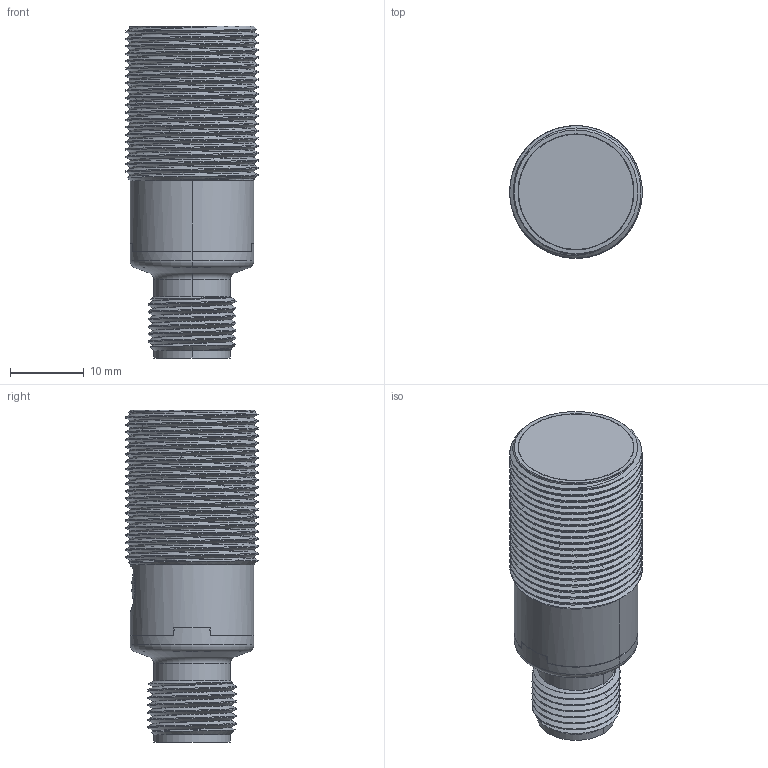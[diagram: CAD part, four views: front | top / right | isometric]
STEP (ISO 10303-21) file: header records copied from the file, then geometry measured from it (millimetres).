
FILE_DESCRIPTION((''),'2;1');
FILE_NAME('CAD-A028_SW0001','2021-02-03T12:38:23',('xmao'),(''),'CREO PARAMETRIC BY PTC INC, 2019292','CREO PARAMETRIC BY PTC INC, 2019292','');
FILE_SCHEMA(('CONFIG_CONTROL_DESIGN','SHAPE_APPEARANCE_LAYERS_GROUPS'));
Length unit declared in the file: millimetre
Products named in the file (1): CAD-A028_SW0001
Bounding box: 18 x 18 x 45.1 mm (x, y, z)
Volume: 8291.7 mm3; surface area: 4100.9 mm2
Topology: 1 solids, 1 shells, 250 faces, 676 edges, 445 vertices
Faces by surface type: cylinder 106, plane 69, bspline 36, cone 28, torus 7, sphere 4
Entity records: 23706 total; most frequent: CARTESIAN_POINT 15744, ORIENTED_EDGE 1324, DIRECTION 1076, PRESENTATION_STYLE_ASSIGNMENT 674, STYLED_ITEM 674, CURVE_STYLE 673, EDGE_CURVE 662, VERTEX_POINT 425
